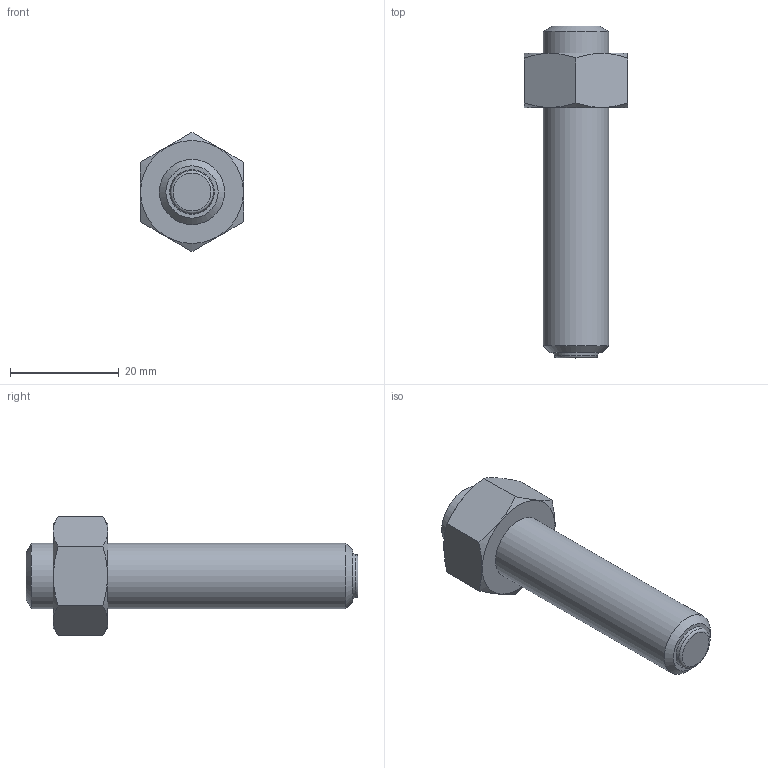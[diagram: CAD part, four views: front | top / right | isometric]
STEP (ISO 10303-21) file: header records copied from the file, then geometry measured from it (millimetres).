
FILE_DESCRIPTION(/* description */ ('STEP AP214'),/* implementation_level */ '2;1');
FILE_NAME(/* name */ '564301_HGRT-HR-50',/* time_stamp */ '2024-08-29T08:13:11+02:00',/* author */ ('License CC BY-ND 4.0'),/* organization */ ('CADENAS'),/* preprocessor_version */ 'ST-DEVELOPER v19.3',/* originating_system */ 'PARTsolutions',/* authorisation */ ' ');
FILE_SCHEMA (('AUTOMOTIVE_DESIGN {1 0 10303 214 3 1 1}'));
Length unit declared in the file: millimetre
Products named in the file (3): 564301 HGRT-HR-50; 564301 HGRT-HR-50---(Sch); DIN 934 - M12(F)
Assembly tree (2 placements, depth 2):
  564301 HGRT-HR-50
    564301 HGRT-HR-50---(Sch)
    DIN 934 - M12(F)
Bounding box: 19 x 61 x 21.94 mm (x, y, z)
Volume: 8808.2 mm3; surface area: 3989.6 mm2
Topology: 2 solids, 2 shells, 28 faces, 61 edges, 39 vertices
Faces by surface type: plane 18, cone 7, cylinder 2, torus 1
Full cylindrical faces by diameter (mm): 10.106 x1, 12 x1
Entity records: 809 total; most frequent: CARTESIAN_POINT 181, DIRECTION 112, ORIENTED_EDGE 98, EDGE_CURVE 49, AXIS2_PLACEMENT_3D 44, EDGE_LOOP 42, FACE_BOUND 42, VERTEX_POINT 37
